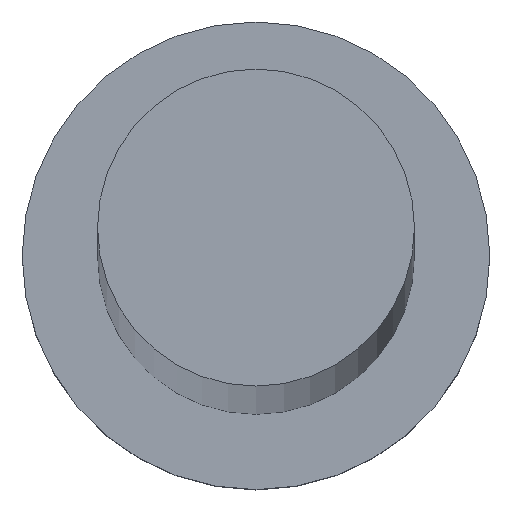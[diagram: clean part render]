
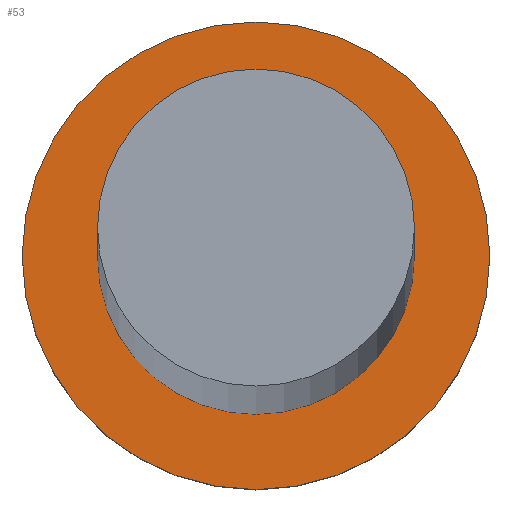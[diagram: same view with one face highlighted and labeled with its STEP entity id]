
A CAD part, top view. The second image highlights one B-rep face of the part: STEP entity #53.
In plain terms, the highlighted planar face has unit normal (0, 0, 1).
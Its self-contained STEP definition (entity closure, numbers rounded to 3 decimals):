
#6 = AXIS2_PLACEMENT_3D ( 'NONE', #235, #14, #92 ) ;
#14 = DIRECTION ( 'NONE',  ( 0., 0., 1. ) ) ;
#17 = DIRECTION ( 'NONE',  ( 1., 0., 0. ) ) ;
#18 = EDGE_CURVE ( 'NONE', #111, #61, #88, .T. ) ;
#23 = ORIENTED_EDGE ( 'NONE', *, *, #231, .T. ) ;
#24 = EDGE_CURVE ( 'NONE', #61, #111, #52, .T. ) ;
#36 = PLANE ( 'NONE',  #249 ) ;
#52 = CIRCLE ( 'NONE', #80, 6.1 ) ;
#53 = ADVANCED_FACE ( 'NONE', ( #173, #157 ), #36, .T. ) ;
#61 = VERTEX_POINT ( 'NONE', #248 ) ;
#62 = AXIS2_PLACEMENT_3D ( 'NONE', #240, #136, #221 ) ;
#80 = AXIS2_PLACEMENT_3D ( 'NONE', #171, #90, #174 ) ;
#88 = CIRCLE ( 'NONE', #6, 6.1 ) ;
#89 = CIRCLE ( 'NONE', #62, 9. ) ;
#90 = DIRECTION ( 'NONE',  ( 0., 0., 1. ) ) ;
#92 = DIRECTION ( 'NONE',  ( 1., 0., 0. ) ) ;
#100 = EDGE_LOOP ( 'NONE', ( #23, #112 ) ) ;
#111 = VERTEX_POINT ( 'NONE', #133 ) ;
#112 = ORIENTED_EDGE ( 'NONE', *, *, #156, .T. ) ;
#122 = CARTESIAN_POINT ( 'NONE',  ( -9., 0., 7. ) ) ;
#126 = ORIENTED_EDGE ( 'NONE', *, *, #18, .F. ) ;
#133 = CARTESIAN_POINT ( 'NONE',  ( 6.1, 0., 7. ) ) ;
#136 = DIRECTION ( 'NONE',  ( 0., 0., 1. ) ) ;
#154 = DIRECTION ( 'NONE',  ( 1., 0., 0. ) ) ;
#156 = EDGE_CURVE ( 'NONE', #236, #197, #179, .T. ) ;
#157 = FACE_OUTER_BOUND ( 'NONE', #100, .T. ) ;
#171 = CARTESIAN_POINT ( 'NONE',  ( 0., 0., 7. ) ) ;
#173 = FACE_BOUND ( 'NONE', #228, .T. ) ;
#174 = DIRECTION ( 'NONE',  ( 1., 0., 0. ) ) ;
#179 = CIRCLE ( 'NONE', #183, 9. ) ;
#183 = AXIS2_PLACEMENT_3D ( 'NONE', #205, #203, #17 ) ;
#195 = CARTESIAN_POINT ( 'NONE',  ( 0., 0., 7. ) ) ;
#197 = VERTEX_POINT ( 'NONE', #122 ) ;
#201 = CARTESIAN_POINT ( 'NONE',  ( 9., 0., 7. ) ) ;
#203 = DIRECTION ( 'NONE',  ( 0., 0., 1. ) ) ;
#205 = CARTESIAN_POINT ( 'NONE',  ( 0., 0., 7. ) ) ;
#217 = ORIENTED_EDGE ( 'NONE', *, *, #24, .F. ) ;
#221 = DIRECTION ( 'NONE',  ( 1., 0., 0. ) ) ;
#228 = EDGE_LOOP ( 'NONE', ( #217, #126 ) ) ;
#231 = EDGE_CURVE ( 'NONE', #197, #236, #89, .T. ) ;
#235 = CARTESIAN_POINT ( 'NONE',  ( 0., 0., 7. ) ) ;
#236 = VERTEX_POINT ( 'NONE', #201 ) ;
#240 = CARTESIAN_POINT ( 'NONE',  ( 0., 0., 7. ) ) ;
#248 = CARTESIAN_POINT ( 'NONE',  ( -6.1, 0., 7. ) ) ;
#249 = AXIS2_PLACEMENT_3D ( 'NONE', #195, #251, #154 ) ;
#251 = DIRECTION ( 'NONE',  ( 0., 0., 1. ) ) ;
